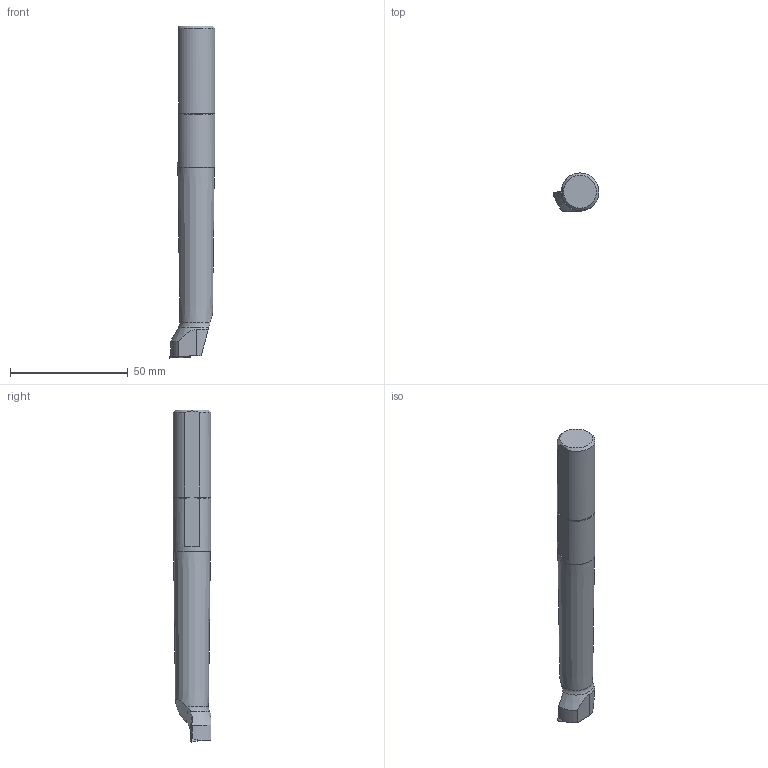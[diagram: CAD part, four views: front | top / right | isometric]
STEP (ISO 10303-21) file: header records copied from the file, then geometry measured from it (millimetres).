
FILE_DESCRIPTION(/* description */ (''),/* implementation_level */ '2;1');
FILE_NAME(/* name */ '1558087275948.stp',/* time_stamp */ '2019-05-17T12:01:19+02:00',/* author */ (''),/* organization */ ('SMS'),/* preprocessor_version */ 'ST-DEVELOPER v15',/* originating_system */ 'SIEMENS PLM Software NX 8.5',/* authorisation */ '');
FILE_SCHEMA (('AUTOMOTIVE_DESIGN { 1 0 10303 214 3 1 1 1 }'));
Length unit declared in the file: millimetre
Products named in the file (4): ASSEMBLY_CONSTRUCTION; 202264636mod000_00; IsoTurningInsert; 111155981mod000_01
Assembly tree (3 placements, depth 2):
  111155981mod000_01
    IsoTurningInsert
    202264636mod000_00
    ASSEMBLY_CONSTRUCTION
Bounding box: 19.5 x 16 x 141.05 mm (x, y, z)
Volume: 24852.1 mm3; surface area: 7202.8 mm2
Topology: 2 solids, 2 shells, 44 faces, 115 edges, 80 vertices
Faces by surface type: plane 20, cone 8, torus 8, cylinder 8
Full cylindrical faces by diameter (mm): 2.5 x2, 16 x1
Entity records: 1519 total; most frequent: CARTESIAN_POINT 367, DIRECTION 224, ORIENTED_EDGE 184, EDGE_CURVE 92, AXIS2_PLACEMENT_3D 92, VERTEX_POINT 66, EDGE_LOOP 60, ADVANCED_FACE 44
